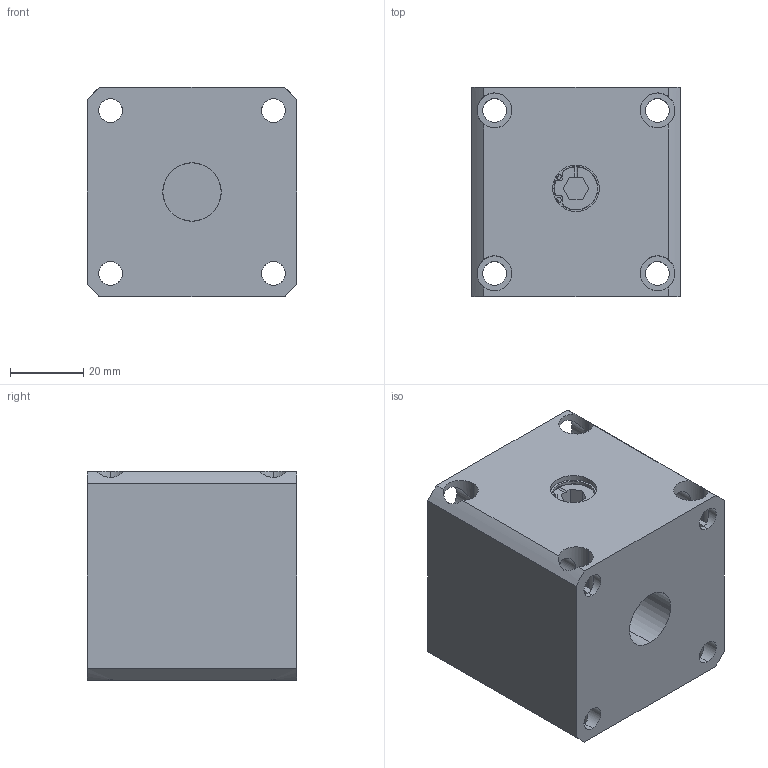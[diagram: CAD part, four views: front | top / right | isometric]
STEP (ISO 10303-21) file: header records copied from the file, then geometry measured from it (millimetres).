
FILE_DESCRIPTION (( 'STEP AP214' ), '1' );
FILE_NAME ('34510.STEP', '2018-09-27T14:41:17', ( 'Mike W' ), ( '' ), 'SwSTEP 2.0', 'SolidWorks 2017', '' );
FILE_SCHEMA (( 'AUTOMOTIVE_DESIGN' ));
Length unit declared in the file: inch
Products named in the file (5): 31208_31208; 345501_345501; 34010_34010; 345001_345001_M10-M12; 34510
Assembly tree (4 placements, depth 2):
  34510
    345001_345001_M10-M12
    34010_34010
    345501_345501
    31208_31208
Bounding box: 57.15 x 57.15 x 57.15 mm (x, y, z)
Volume: 163841.6 mm3; surface area: 34387.4 mm2
Topology: 4 solids, 4 shells, 160 faces, 439 edges, 278 vertices
Faces by surface type: cylinder 103, plane 42, cone 15
Entity records: 6294 total; most frequent: CARTESIAN_POINT 1794, ORIENTED_EDGE 878, DIRECTION 861, EDGE_CURVE 439, AXIS2_PLACEMENT_3D 337, VERTEX_POINT 278, EDGE_LOOP 191, LINE 187
